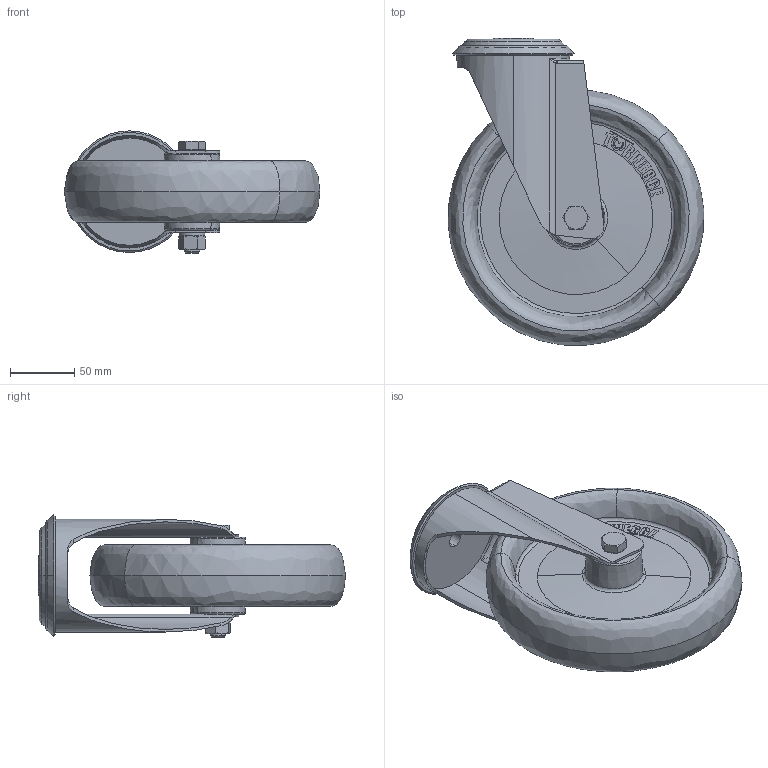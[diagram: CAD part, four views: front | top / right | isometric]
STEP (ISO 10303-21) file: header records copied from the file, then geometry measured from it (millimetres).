
FILE_DESCRIPTION (( 'STEP AP214' ), '1' );
FILE_NAME ('0030149.step', '2022-10-05T07:52:28', ( '' ), ( '' ), 'SwSTEP 2.0', 'SolidWorks 2020', '' );
FILE_SCHEMA (( 'AUTOMOTIVE_DESIGN' ));
Length unit declared in the file: millimetre
Products named in the file (1): 0030149
Bounding box: 199.64 x 239.82 x 95.5 mm (x, y, z)
Volume: 808103.4 mm3; surface area: 174768.4 mm2
Topology: 5 solids, 5 shells, 313 faces, 766 edges, 483 vertices
Faces by surface type: plane 150, bspline 53, cylinder 38, cone 38, torus 34
Entity records: 14940 total; most frequent: CARTESIAN_POINT 4390, ORIENTED_EDGE 1528, DIRECTION 1331, EDGE_CURVE 764, VERTEX_POINT 483, AXIS2_PLACEMENT_3D 462, VECTOR 407, LINE 407
